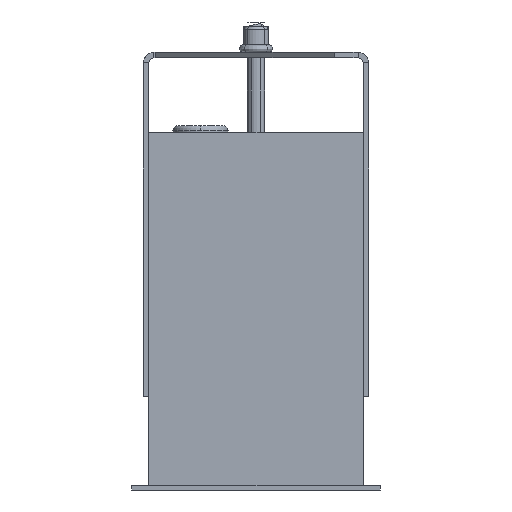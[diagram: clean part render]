
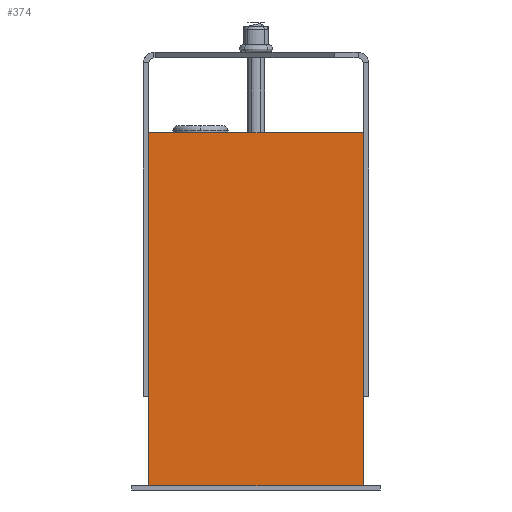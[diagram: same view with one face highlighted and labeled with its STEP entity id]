
A CAD part, left-side view. The second image highlights one B-rep face of the part: STEP entity #374.
In plain terms, the highlighted planar face has unit normal (-1, 0, 0).
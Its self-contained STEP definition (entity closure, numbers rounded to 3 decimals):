
#228=FACE_OUTER_BOUND('',#792,.T.);
#374=ADVANCED_FACE('',(#228),#486,.T.);
#486=PLANE('',#2653);
#792=EDGE_LOOP('',(#1288,#1289,#1290,#1291));
#1288=ORIENTED_EDGE('',*,*,#1943,.T.);
#1289=ORIENTED_EDGE('',*,*,#1945,.T.);
#1290=ORIENTED_EDGE('',*,*,#1958,.T.);
#1291=ORIENTED_EDGE('',*,*,#1937,.T.);
#1648=VERTEX_POINT('',#4025);
#1650=VERTEX_POINT('',#4028);
#1654=VERTEX_POINT('',#4038);
#1656=VERTEX_POINT('',#4044);
#1937=EDGE_CURVE('',#1650,#1648,#2189,.T.);
#1943=EDGE_CURVE('',#1648,#1654,#2193,.T.);
#1945=EDGE_CURVE('',#1654,#1656,#2195,.T.);
#1958=EDGE_CURVE('',#1656,#1650,#2208,.T.);
#2189=LINE('',#4027,#2395);
#2193=LINE('',#4040,#2399);
#2195=LINE('',#4043,#2401);
#2208=LINE('',#4069,#2414);
#2395=VECTOR('',#3196,1.);
#2399=VECTOR('',#3206,1.);
#2401=VECTOR('',#3210,1.);
#2414=VECTOR('',#3229,1.);
#2653=AXIS2_PLACEMENT_3D('',#4072,#3233,#3234);
#3196=DIRECTION('',(0.,1.,0.));
#3206=DIRECTION('',(0.,0.,-1.));
#3210=DIRECTION('',(0.,-1.,0.));
#3229=DIRECTION('',(0.,0.,1.));
#3233=DIRECTION('',(-1.,0.,0.));
#3234=DIRECTION('',(0.,0.,1.));
#4025=CARTESIAN_POINT('',(-1124.,30.,54.));
#4027=CARTESIAN_POINT('',(-1124.,-30.,54.));
#4028=CARTESIAN_POINT('',(-1124.,-30.,54.));
#4038=CARTESIAN_POINT('',(-1124.,30.,-44.8));
#4040=CARTESIAN_POINT('',(-1124.,30.,54.));
#4043=CARTESIAN_POINT('',(-1124.,30.,-44.8));
#4044=CARTESIAN_POINT('',(-1124.,-30.,-44.8));
#4069=CARTESIAN_POINT('',(-1124.,-30.,-44.8));
#4072=CARTESIAN_POINT('',(-1124.,0.,0.));
